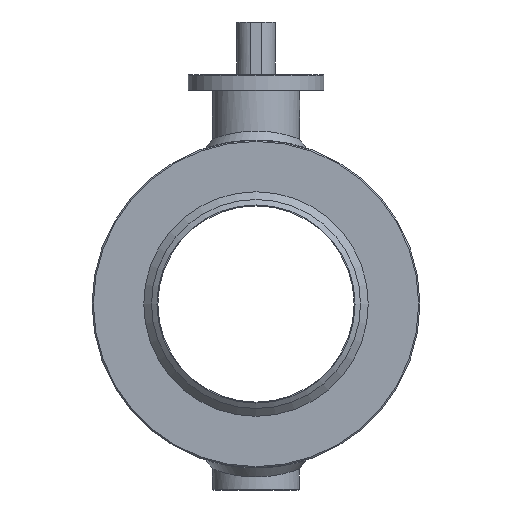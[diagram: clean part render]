
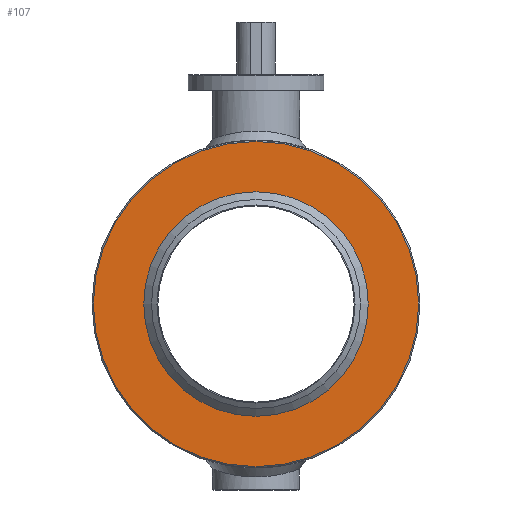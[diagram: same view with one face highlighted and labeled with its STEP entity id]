
A CAD part, left-side view. The second image highlights one B-rep face of the part: STEP entity #107.
In plain terms, the highlighted planar face has unit normal (-1, 0, 0).
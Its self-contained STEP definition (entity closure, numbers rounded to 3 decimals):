
#107 = ADVANCED_FACE( '', ( #253, #254 ), #255, .F. );
#253 = FACE_BOUND( '', #565, .T. );
#254 = FACE_OUTER_BOUND( '', #566, .T. );
#255 = PLANE( '', #567 );
#565 = EDGE_LOOP( '', ( #929 ) );
#566 = EDGE_LOOP( '', ( #930 ) );
#567 = AXIS2_PLACEMENT_3D( '', #931, #932, #933 );
#929 = ORIENTED_EDGE( '', *, *, #1146, .T. );
#930 = ORIENTED_EDGE( '', *, *, #1129, .T. );
#931 = CARTESIAN_POINT( '', ( -223.5, 0., 254. ) );
#932 = DIRECTION( '', ( 1., 0., 0. ) );
#933 = DIRECTION( '', ( 0., 0., -1. ) );
#1129 = EDGE_CURVE( '', #1272, #1272, #1273, .F. );
#1146 = EDGE_CURVE( '', #1297, #1297, #1298, .T. );
#1272 = VERTEX_POINT( '', #1587 );
#1273 = CIRCLE( '', #1588, 252. );
#1297 = VERTEX_POINT( '', #1616 );
#1298 = CIRCLE( '', #1617, 173.95 );
#1587 = CARTESIAN_POINT( '', ( -223.5, 0., -252. ) );
#1588 = AXIS2_PLACEMENT_3D( '', #1897, #1898, #1899 );
#1616 = CARTESIAN_POINT( '', ( -223.5, 0., -173.95 ) );
#1617 = AXIS2_PLACEMENT_3D( '', #1922, #1923, #1924 );
#1897 = CARTESIAN_POINT( '', ( -223.5, 0., 0. ) );
#1898 = DIRECTION( '', ( 1., 0., 0. ) );
#1899 = DIRECTION( '', ( 0., 0., -1. ) );
#1922 = CARTESIAN_POINT( '', ( -223.5, 0., 0. ) );
#1923 = DIRECTION( '', ( 1., 0., 0. ) );
#1924 = DIRECTION( '', ( 0., 0., -1. ) );
